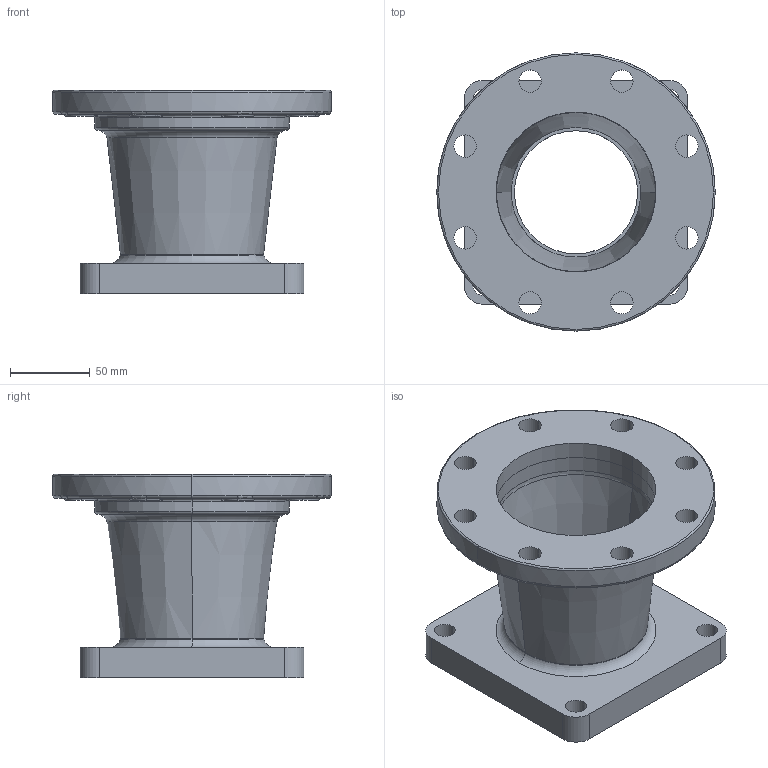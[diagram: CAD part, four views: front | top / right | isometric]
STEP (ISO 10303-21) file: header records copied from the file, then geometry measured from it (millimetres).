
FILE_DESCRIPTION (( 'STEP AP214' ), '1' );
FILE_NAME ('ROVEKG.STEP', '2012-07-24T11:58:22', ( 'Admin2' ), ( '' ), 'SwSTEP 2.0', 'SolidWorks 2010', '' );
FILE_SCHEMA (( 'AUTOMOTIVE_DESIGN' ));
Length unit declared in the file: millimetre
Products named in the file (1): ROVEKG
Bounding box: 174 x 174 x 127 mm (x, y, z)
Surface area: 151451.3 mm2 (no closed solid volume)
Topology: 0 solids, 6 shells, 218 faces, 676 edges, 451 vertices
Faces by surface type: plane 93, torus 41, bspline 40, cylinder 38, cone 6
Entity records: 12822 total; most frequent: CARTESIAN_POINT 4566, ORIENTED_EDGE 1190, DIRECTION 1136, EDGE_CURVE 676, VERTEX_POINT 451, AXIS2_PLACEMENT_3D 393, VECTOR 350, LINE 350
